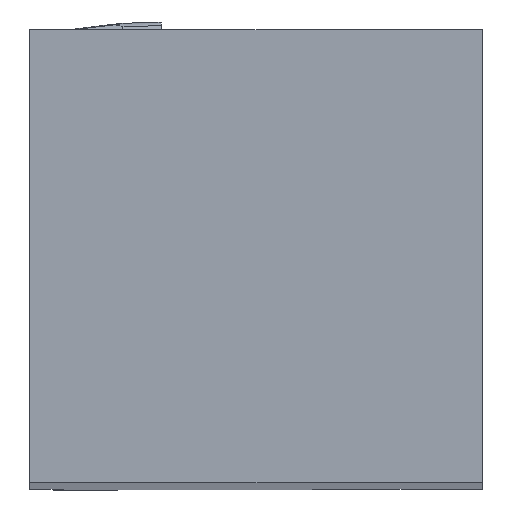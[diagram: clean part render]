
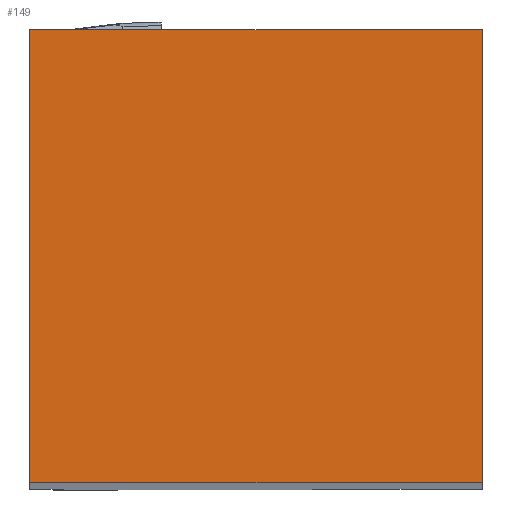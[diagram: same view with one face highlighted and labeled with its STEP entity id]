
A CAD part, top view. The second image highlights one B-rep face of the part: STEP entity #149.
In plain terms, the highlighted planar face has unit normal (0, 0, 1).
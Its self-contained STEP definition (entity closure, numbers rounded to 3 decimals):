
#149=ADVANCED_FACE('',(#222),#190,.F.);
#190=PLANE('',#927);
#222=FACE_OUTER_BOUND('',#256,.T.);
#256=EDGE_LOOP('',(#321,#322,#323,#324));
#321=ORIENTED_EDGE('',*,*,#590,.T.);
#322=ORIENTED_EDGE('',*,*,#591,.F.);
#323=ORIENTED_EDGE('',*,*,#592,.F.);
#324=ORIENTED_EDGE('',*,*,#593,.T.);
#519=VERTEX_POINT('',#1255);
#520=VERTEX_POINT('',#1256);
#521=VERTEX_POINT('',#1258);
#522=VERTEX_POINT('',#1260);
#590=EDGE_CURVE('',#519,#520,#691,.T.);
#591=EDGE_CURVE('',#521,#520,#692,.T.);
#592=EDGE_CURVE('',#522,#521,#693,.T.);
#593=EDGE_CURVE('',#522,#519,#694,.T.);
#691=LINE('',#1254,#774);
#692=LINE('',#1257,#775);
#693=LINE('',#1259,#776);
#694=LINE('',#1261,#777);
#774=VECTOR('',#1023,1.);
#775=VECTOR('',#1024,1.);
#776=VECTOR('',#1025,1.);
#777=VECTOR('',#1026,1.);
#927=AXIS2_PLACEMENT_3D('',#1262,#1027,#1028);
#1023=DIRECTION('',(0.,-1.,0.));
#1024=DIRECTION('',(-1.,0.,0.));
#1025=DIRECTION('',(0.,-1.,0.));
#1026=DIRECTION('',(-1.,0.,0.));
#1027=DIRECTION('',(0.,0.,-1.));
#1028=DIRECTION('',(0.,-1.,0.));
#1254=CARTESIAN_POINT('',(-12.,12.,0.));
#1255=CARTESIAN_POINT('',(-12.,12.,0.));
#1256=CARTESIAN_POINT('',(-12.,0.,0.));
#1257=CARTESIAN_POINT('',(0.,0.,0.));
#1258=CARTESIAN_POINT('',(0.,0.,0.));
#1259=CARTESIAN_POINT('',(0.,12.,0.));
#1260=CARTESIAN_POINT('',(0.,12.,0.));
#1261=CARTESIAN_POINT('',(-2.,12.,0.));
#1262=CARTESIAN_POINT('',(-2.,12.,0.));
